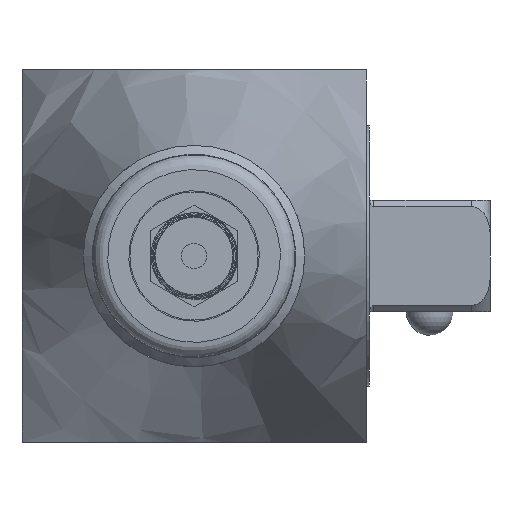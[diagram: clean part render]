
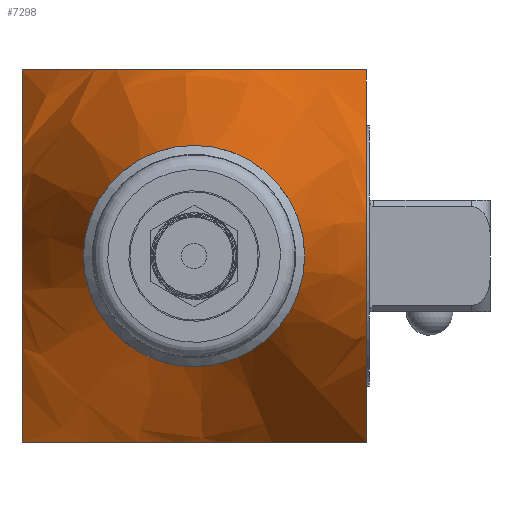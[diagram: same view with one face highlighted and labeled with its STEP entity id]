
A CAD part, front view. The second image highlights one B-rep face of the part: STEP entity #7298.
In plain terms, the highlighted conical face has half-angle 18 degrees and reference radius 18.86 mm.
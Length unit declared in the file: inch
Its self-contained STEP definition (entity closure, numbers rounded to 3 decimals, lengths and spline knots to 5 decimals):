
#7049=CARTESIAN_POINT('',(61.68834,32.31261,0.74267));
#7050=VERTEX_POINT('',#7049);
#7051=CARTESIAN_POINT('',(61.68834,32.31261,0.00017));
#7052=DIRECTION('',(0.0,1.0,0.0));
#7053=DIRECTION('',(0.0,0.0,-1.0));
#7054=AXIS2_PLACEMENT_3D('',#7051,#7052,#7053);
#7055=CIRCLE('',#7054,0.7425);
#7056=EDGE_CURVE('',#7050,#7050,#7055,.T.);
#7104=CARTESIAN_POINT('',(62.84334,35.2654,1.25017));
#7105=VERTEX_POINT('',#7104);
#7112=CARTESIAN_POINT('',(62.84334,35.2654,-1.24983));
#7113=VERTEX_POINT('',#7112);
#7114=CARTESIAN_POINT('',(62.84334,35.2654,-1.24983));
#7115=CARTESIAN_POINT('',(62.84334,32.43983,0.00017));
#7116=CARTESIAN_POINT('',(62.84334,35.2654,1.25017));
#7124=(BOUNDED_CURVE()B_SPLINE_CURVE(2,(#7114,#7115,#7116),.UNSPECIFIED.,.F.,.U.)B_SPLINE_CURVE_WITH_KNOTS((3,3),(1.7196,15.92048),.UNSPECIFIED.)CURVE()GEOMETRIC_REPRESENTATION_ITEM()RATIONAL_B_SPLINE_CURVE((1.148,1.691,1.148))REPRESENTATION_ITEM(''));
#7125=EDGE_CURVE('',#7113,#7105,#7124,.T.);
#7204=CARTESIAN_POINT('',(60.53334,35.2654,1.25017));
#7205=VERTEX_POINT('',#7204);
#7213=CARTESIAN_POINT('',(60.53334,35.2654,-1.24983));
#7214=VERTEX_POINT('',#7213);
#7221=CARTESIAN_POINT('',(60.53334,35.2654,1.25017));
#7222=CARTESIAN_POINT('',(60.53334,32.43983,0.00017));
#7223=CARTESIAN_POINT('',(60.53334,35.2654,-1.24983));
#7231=(BOUNDED_CURVE()B_SPLINE_CURVE(2,(#7221,#7222,#7223),.UNSPECIFIED.,.F.,.U.)B_SPLINE_CURVE_WITH_KNOTS((3,3),(1.7196,15.92048),.UNSPECIFIED.)CURVE()GEOMETRIC_REPRESENTATION_ITEM()RATIONAL_B_SPLINE_CURVE((1.148,1.691,1.148))REPRESENTATION_ITEM(''));
#7232=EDGE_CURVE('',#7205,#7214,#7231,.T.);
#7256=CARTESIAN_POINT('',(62.84334,35.2654,1.25017));
#7257=CARTESIAN_POINT('',(61.68834,32.853,1.25017));
#7258=CARTESIAN_POINT('',(60.53334,35.2654,1.25017));
#7266=(BOUNDED_CURVE()B_SPLINE_CURVE(2,(#7256,#7257,#7258),.UNSPECIFIED.,.F.,.U.)B_SPLINE_CURVE_WITH_KNOTS((3,3),(1.87166,14.33036),.UNSPECIFIED.)CURVE()GEOMETRIC_REPRESENTATION_ITEM()RATIONAL_B_SPLINE_CURVE((1.143,1.556,1.143))REPRESENTATION_ITEM(''));
#7267=EDGE_CURVE('',#7105,#7205,#7266,.T.);
#7272=CARTESIAN_POINT('',(61.68834,32.31261,0.00017));
#7273=DIRECTION('',(0.,1.0,0.));
#7274=DIRECTION('',(0.0,0.0,-1.0));
#7275=AXIS2_PLACEMENT_3D('',#7272,#7273,#7274);
#7276=CONICAL_SURFACE('',#7275,0.7425,18.0);
#7277=ORIENTED_EDGE('',*,*,#7125,.T.);
#7278=ORIENTED_EDGE('',*,*,#7267,.T.);
#7279=ORIENTED_EDGE('',*,*,#7232,.T.);
#7280=CARTESIAN_POINT('',(60.53334,35.2654,-1.24983));
#7281=CARTESIAN_POINT('',(61.68834,32.853,-1.24983));
#7282=CARTESIAN_POINT('',(62.84334,35.2654,-1.24983));
#7290=(BOUNDED_CURVE()B_SPLINE_CURVE(2,(#7280,#7281,#7282),.UNSPECIFIED.,.F.,.U.)B_SPLINE_CURVE_WITH_KNOTS((3,3),(1.87166,14.33036),.UNSPECIFIED.)CURVE()GEOMETRIC_REPRESENTATION_ITEM()RATIONAL_B_SPLINE_CURVE((1.143,1.556,1.143))REPRESENTATION_ITEM(''));
#7291=EDGE_CURVE('',#7214,#7113,#7290,.T.);
#7292=ORIENTED_EDGE('',*,*,#7291,.T.);
#7293=EDGE_LOOP('',(#7277,#7278,#7279,#7292));
#7294=FACE_OUTER_BOUND('',#7293,.T.);
#7295=ORIENTED_EDGE('',*,*,#7056,.T.);
#7296=EDGE_LOOP('',(#7295));
#7297=FACE_BOUND('',#7296,.T.);
#7298=ADVANCED_FACE('',(#7294,#7297),#7276,.T.);
